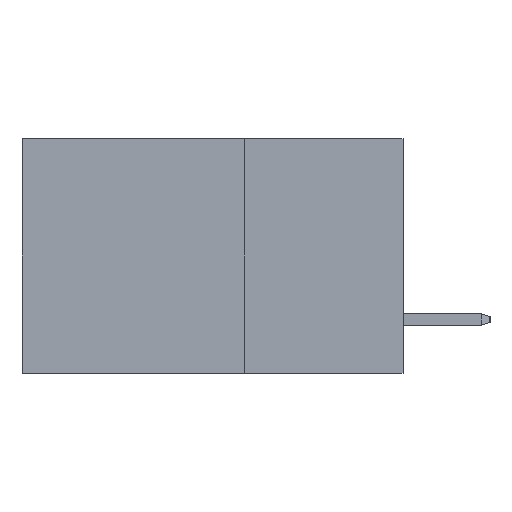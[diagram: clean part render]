
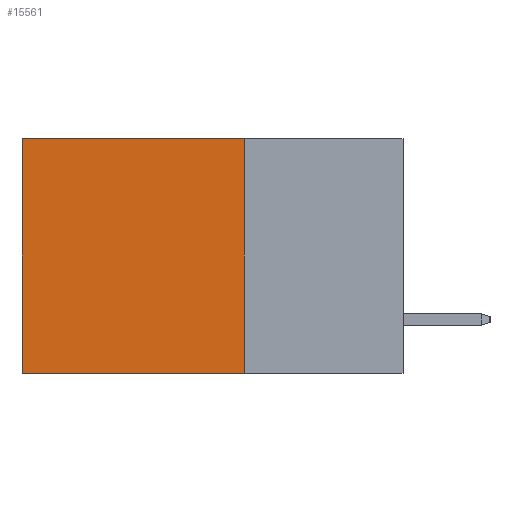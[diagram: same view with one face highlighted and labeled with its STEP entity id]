
A CAD part, left-side view. The second image highlights one B-rep face of the part: STEP entity #15561.
In plain terms, the highlighted planar face has unit normal (-1, 0, 0).
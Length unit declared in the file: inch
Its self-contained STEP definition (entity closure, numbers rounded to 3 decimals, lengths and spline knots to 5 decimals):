
#650 = VERTEX_POINT ( 'NONE', #17096 ) ;
#830 = CARTESIAN_POINT ( 'NONE',  ( 0.2875, 0.25, -0.37 ) ) ;
#1750 = ORIENTED_EDGE ( 'NONE', *, *, #12373, .F. ) ;
#1878 = ORIENTED_EDGE ( 'NONE', *, *, #15363, .T. ) ;
#2965 = EDGE_CURVE ( 'NONE', #5293, #16960, #22738, .T. ) ;
#3480 = ORIENTED_EDGE ( 'NONE', *, *, #8926, .F. ) ;
#3621 = VERTEX_POINT ( 'NONE', #830 ) ;
#4155 = LINE ( 'NONE', #12030, #13388 ) ;
#4822 = VECTOR ( 'NONE', #16541, 39.37008 ) ;
#5293 = VERTEX_POINT ( 'NONE', #8961 ) ;
#6325 = VECTOR ( 'NONE', #23905, 39.37008 ) ;
#6328 = CARTESIAN_POINT ( 'NONE',  ( 0.2875, 0.25, 0. ) ) ;
#6374 = LINE ( 'NONE', #12682, #6325 ) ;
#6547 = EDGE_LOOP ( 'NONE', ( #24028, #3480, #1750, #1878 ) ) ;
#8926 = EDGE_CURVE ( 'NONE', #3621, #16960, #6374, .T. ) ;
#8961 = CARTESIAN_POINT ( 'NONE',  ( 0.2875, 0.6, 0. ) ) ;
#9343 = DIRECTION ( 'NONE',  ( 0., 0., -1. ) ) ;
#10213 = FACE_OUTER_BOUND ( 'NONE', #6547, .T. ) ;
#10490 = DIRECTION ( 'NONE',  ( 0., 0., -1. ) ) ;
#10619 = LINE ( 'NONE', #18469, #4822 ) ;
#12030 = CARTESIAN_POINT ( 'NONE',  ( 0.2875, 0.25, 0. ) ) ;
#12373 = EDGE_CURVE ( 'NONE', #650, #3621, #4155, .T. ) ;
#12682 = CARTESIAN_POINT ( 'NONE',  ( 0.2875, 0.25, -0.37 ) ) ;
#13388 = VECTOR ( 'NONE', #10490, 39.37008 ) ;
#14321 = CARTESIAN_POINT ( 'NONE',  ( 0.2875, 0.6, -0.37 ) ) ;
#15363 = EDGE_CURVE ( 'NONE', #650, #5293, #10619, .T. ) ;
#15561 = ADVANCED_FACE ( 'NONE', ( #10213 ), #23852, .F. ) ;
#15873 = DIRECTION ( 'NONE',  ( 0., 0., -1. ) ) ;
#16541 = DIRECTION ( 'NONE',  ( 0., 1., 0. ) ) ;
#16960 = VERTEX_POINT ( 'NONE', #14321 ) ;
#17096 = CARTESIAN_POINT ( 'NONE',  ( 0.2875, 0.25, 0. ) ) ;
#18469 = CARTESIAN_POINT ( 'NONE',  ( 0.2875, 0.25, 0. ) ) ;
#21399 = VECTOR ( 'NONE', #9343, 39.37008 ) ;
#22049 = DIRECTION ( 'NONE',  ( 1., 0., 0. ) ) ;
#22738 = LINE ( 'NONE', #24804, #21399 ) ;
#23852 = PLANE ( 'NONE',  #25015 ) ;
#23905 = DIRECTION ( 'NONE',  ( 0., 1., 0. ) ) ;
#24028 = ORIENTED_EDGE ( 'NONE', *, *, #2965, .T. ) ;
#24804 = CARTESIAN_POINT ( 'NONE',  ( 0.2875, 0.6, 0. ) ) ;
#25015 = AXIS2_PLACEMENT_3D ( 'NONE', #6328, #22049, #15873 ) ;
